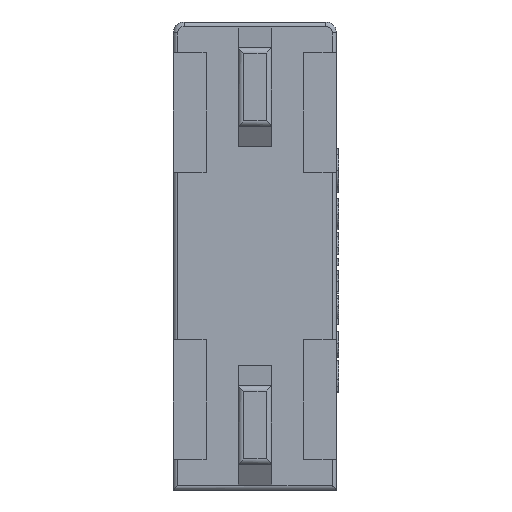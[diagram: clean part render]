
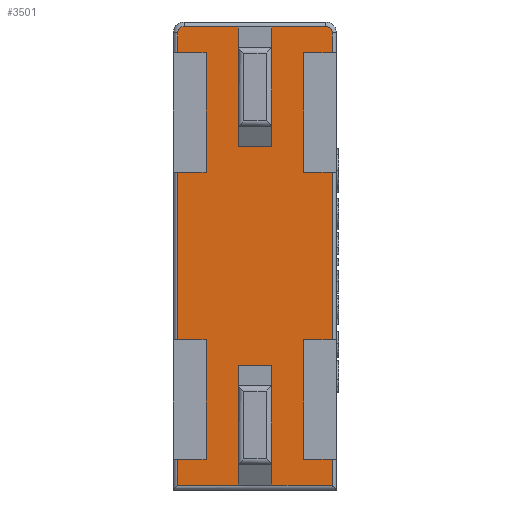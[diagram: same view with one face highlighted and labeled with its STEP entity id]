
A CAD part, front view. The second image highlights one B-rep face of the part: STEP entity #3501.
In plain terms, the highlighted planar face has unit normal (0, -1, 0).
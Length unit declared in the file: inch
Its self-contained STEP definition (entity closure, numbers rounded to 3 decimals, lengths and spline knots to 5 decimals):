
#124=FACE_BOUND('',#514,.T.);
#125=FACE_BOUND('',#515,.T.);
#306=FACE_OUTER_BOUND('',#513,.T.);
#513=EDGE_LOOP('',(#2527,#2528,#2529,#2530,#2531,#2532,#2533,#2534,#2535,
#2536,#2537,#2538,#2539,#2540,#2541,#2542,#2543,#2544,#2545,#2546,#2547,
#2548));
#514=EDGE_LOOP('',(#2549,#2550,#2551,#2552));
#515=EDGE_LOOP('',(#2553,#2554,#2555,#2556));
#695=LINE('',#4581,#1051);
#702=LINE('',#4597,#1058);
#705=LINE('',#4602,#1061);
#706=LINE('',#4605,#1062);
#709=LINE('',#4614,#1065);
#719=LINE('',#4634,#1075);
#720=LINE('',#4639,#1076);
#724=LINE('',#4646,#1080);
#728=LINE('',#4657,#1084);
#729=LINE('',#4663,#1085);
#735=LINE('',#4673,#1091);
#800=LINE('',#5069,#1156);
#803=LINE('',#5078,#1159);
#806=LINE('',#5085,#1162);
#808=LINE('',#5088,#1164);
#809=LINE('',#5091,#1165);
#810=LINE('',#5093,#1166);
#811=LINE('',#5094,#1167);
#812=LINE('',#5096,#1168);
#813=LINE('',#5100,#1169);
#814=LINE('',#5104,#1170);
#815=LINE('',#5106,#1171);
#816=LINE('',#5108,#1172);
#817=LINE('',#5109,#1173);
#818=LINE('',#5112,#1174);
#819=LINE('',#5114,#1175);
#820=LINE('',#5116,#1176);
#821=LINE('',#5117,#1177);
#1051=VECTOR('',#3877,0.3937);
#1058=VECTOR('',#3888,0.3937);
#1061=VECTOR('',#3895,0.3937);
#1062=VECTOR('',#3898,0.3937);
#1065=VECTOR('',#3907,0.3937);
#1075=VECTOR('',#3921,0.3937);
#1076=VECTOR('',#3926,0.3937);
#1080=VECTOR('',#3934,0.3937);
#1084=VECTOR('',#3942,0.3937);
#1085=VECTOR('',#3947,0.3937);
#1091=VECTOR('',#3957,0.3937);
#1156=VECTOR('',#4026,0.3937);
#1159=VECTOR('',#4035,0.3937);
#1162=VECTOR('',#4042,0.3937);
#1164=VECTOR('',#4046,0.3937);
#1165=VECTOR('',#4049,0.3937);
#1166=VECTOR('',#4050,0.3937);
#1167=VECTOR('',#4051,0.3937);
#1168=VECTOR('',#4052,0.3937);
#1169=VECTOR('',#4055,0.3937);
#1170=VECTOR('',#4058,0.3937);
#1171=VECTOR('',#4059,0.3937);
#1172=VECTOR('',#4060,0.3937);
#1173=VECTOR('',#4061,0.3937);
#1174=VECTOR('',#4062,0.3937);
#1175=VECTOR('',#4063,0.3937);
#1176=VECTOR('',#4064,0.3937);
#1177=VECTOR('',#4065,0.3937);
#1416=CIRCLE('',#3729,0.006);
#1417=CIRCLE('',#3730,0.006);
#1429=VERTEX_POINT('',#4577);
#1431=VERTEX_POINT('',#4580);
#1435=VERTEX_POINT('',#4589);
#1438=VERTEX_POINT('',#4595);
#1439=VERTEX_POINT('',#4604);
#1442=VERTEX_POINT('',#4612);
#1450=VERTEX_POINT('',#4632);
#1451=VERTEX_POINT('',#4636);
#1452=VERTEX_POINT('',#4638);
#1455=VERTEX_POINT('',#4649);
#1458=VERTEX_POINT('',#4655);
#1459=VERTEX_POINT('',#4659);
#1461=VERTEX_POINT('',#4662);
#1580=VERTEX_POINT('',#5068);
#1581=VERTEX_POINT('',#5072);
#1583=VERTEX_POINT('',#5076);
#1585=VERTEX_POINT('',#5084);
#1586=VERTEX_POINT('',#5090);
#1587=VERTEX_POINT('',#5092);
#1588=VERTEX_POINT('',#5095);
#1589=VERTEX_POINT('',#5097);
#1590=VERTEX_POINT('',#5099);
#1591=VERTEX_POINT('',#5102);
#1592=VERTEX_POINT('',#5103);
#1593=VERTEX_POINT('',#5105);
#1594=VERTEX_POINT('',#5107);
#1595=VERTEX_POINT('',#5110);
#1596=VERTEX_POINT('',#5111);
#1597=VERTEX_POINT('',#5113);
#1598=VERTEX_POINT('',#5115);
#1780=EDGE_CURVE('',#1431,#1429,#695,.T.);
#1788=EDGE_CURVE('',#1435,#1438,#702,.T.);
#1791=EDGE_CURVE('',#1438,#1431,#705,.T.);
#1792=EDGE_CURVE('',#1435,#1439,#706,.T.);
#1797=EDGE_CURVE('',#1442,#1429,#709,.T.);
#1807=EDGE_CURVE('',#1442,#1450,#719,.T.);
#1809=EDGE_CURVE('',#1452,#1451,#720,.T.);
#1813=EDGE_CURVE('',#1450,#1452,#724,.T.);
#1818=EDGE_CURVE('',#1455,#1458,#728,.T.);
#1820=EDGE_CURVE('',#1461,#1459,#729,.T.);
#1826=EDGE_CURVE('',#1458,#1461,#735,.T.);
#1944=EDGE_CURVE('',#1455,#1580,#800,.T.);
#1949=EDGE_CURVE('',#1581,#1583,#803,.T.);
#1952=EDGE_CURVE('',#1585,#1580,#806,.T.);
#1954=EDGE_CURVE('',#1583,#1585,#808,.T.);
#1955=EDGE_CURVE('',#1586,#1451,#809,.T.);
#1956=EDGE_CURVE('',#1587,#1586,#810,.T.);
#1957=EDGE_CURVE('',#1581,#1587,#811,.T.);
#1958=EDGE_CURVE('',#1588,#1459,#812,.T.);
#1959=EDGE_CURVE('',#1589,#1588,#1416,.T.);
#1960=EDGE_CURVE('',#1590,#1589,#813,.T.);
#1961=EDGE_CURVE('',#1439,#1590,#1417,.T.);
#1962=EDGE_CURVE('',#1591,#1592,#814,.T.);
#1963=EDGE_CURVE('',#1592,#1593,#815,.T.);
#1964=EDGE_CURVE('',#1593,#1594,#816,.T.);
#1965=EDGE_CURVE('',#1594,#1591,#817,.T.);
#1966=EDGE_CURVE('',#1595,#1596,#818,.T.);
#1967=EDGE_CURVE('',#1596,#1597,#819,.T.);
#1968=EDGE_CURVE('',#1597,#1598,#820,.T.);
#1969=EDGE_CURVE('',#1598,#1595,#821,.T.);
#2527=ORIENTED_EDGE('',*,*,#1780,.T.);
#2528=ORIENTED_EDGE('',*,*,#1797,.F.);
#2529=ORIENTED_EDGE('',*,*,#1807,.T.);
#2530=ORIENTED_EDGE('',*,*,#1813,.T.);
#2531=ORIENTED_EDGE('',*,*,#1809,.T.);
#2532=ORIENTED_EDGE('',*,*,#1955,.F.);
#2533=ORIENTED_EDGE('',*,*,#1956,.F.);
#2534=ORIENTED_EDGE('',*,*,#1957,.F.);
#2535=ORIENTED_EDGE('',*,*,#1949,.T.);
#2536=ORIENTED_EDGE('',*,*,#1954,.T.);
#2537=ORIENTED_EDGE('',*,*,#1952,.T.);
#2538=ORIENTED_EDGE('',*,*,#1944,.F.);
#2539=ORIENTED_EDGE('',*,*,#1818,.T.);
#2540=ORIENTED_EDGE('',*,*,#1826,.T.);
#2541=ORIENTED_EDGE('',*,*,#1820,.T.);
#2542=ORIENTED_EDGE('',*,*,#1958,.F.);
#2543=ORIENTED_EDGE('',*,*,#1959,.F.);
#2544=ORIENTED_EDGE('',*,*,#1960,.F.);
#2545=ORIENTED_EDGE('',*,*,#1961,.F.);
#2546=ORIENTED_EDGE('',*,*,#1792,.F.);
#2547=ORIENTED_EDGE('',*,*,#1788,.T.);
#2548=ORIENTED_EDGE('',*,*,#1791,.T.);
#2549=ORIENTED_EDGE('',*,*,#1962,.T.);
#2550=ORIENTED_EDGE('',*,*,#1963,.T.);
#2551=ORIENTED_EDGE('',*,*,#1964,.T.);
#2552=ORIENTED_EDGE('',*,*,#1965,.T.);
#2553=ORIENTED_EDGE('',*,*,#1966,.T.);
#2554=ORIENTED_EDGE('',*,*,#1967,.T.);
#2555=ORIENTED_EDGE('',*,*,#1968,.T.);
#2556=ORIENTED_EDGE('',*,*,#1969,.T.);
#3393=PLANE('',#3728);
#3501=ADVANCED_FACE('',(#306,#124,#125),#3393,.T.);
#3728=AXIS2_PLACEMENT_3D('',#5089,#4047,#4048);
#3729=AXIS2_PLACEMENT_3D('',#5098,#4053,#4054);
#3730=AXIS2_PLACEMENT_3D('',#5101,#4056,#4057);
#3877=DIRECTION('',(-1.,0.,0.));
#3888=DIRECTION('',(1.,0.,0.));
#3895=DIRECTION('',(0.,0.,-1.));
#3898=DIRECTION('',(0.,0.,1.));
#3907=DIRECTION('',(0.,0.,1.));
#3921=DIRECTION('',(1.,0.,0.));
#3926=DIRECTION('',(-1.,0.,0.));
#3934=DIRECTION('',(0.,0.,-1.));
#3942=DIRECTION('',(-1.,0.,0.));
#3947=DIRECTION('',(1.,0.,0.));
#3957=DIRECTION('',(0.,0.,1.));
#4026=DIRECTION('',(0.,0.,-1.));
#4035=DIRECTION('',(-1.,0.,0.));
#4042=DIRECTION('',(1.,0.,0.));
#4046=DIRECTION('',(0.,0.,1.));
#4047=DIRECTION('center_axis',(0.,-1.,0.));
#4048=DIRECTION('ref_axis',(1.,0.,0.));
#4049=DIRECTION('',(0.,0.,1.));
#4050=DIRECTION('',(-1.,0.,0.));
#4051=DIRECTION('',(0.,0.,-1.));
#4052=DIRECTION('',(0.,0.,-1.));
#4053=DIRECTION('center_axis',(0.,1.,0.));
#4054=DIRECTION('ref_axis',(0.707,0.,0.707));
#4055=DIRECTION('',(1.,0.,0.));
#4056=DIRECTION('center_axis',(0.,1.,0.));
#4057=DIRECTION('ref_axis',(-0.707,0.,0.707));
#4058=DIRECTION('',(0.,0.,1.));
#4059=DIRECTION('',(1.,0.,0.));
#4060=DIRECTION('',(0.,0.,-1.));
#4061=DIRECTION('',(-1.,0.,0.));
#4062=DIRECTION('',(0.,0.,1.));
#4063=DIRECTION('',(1.,0.,0.));
#4064=DIRECTION('',(0.,0.,-1.));
#4065=DIRECTION('',(-1.,0.,0.));
#4577=CARTESIAN_POINT('',(-0.0708,-0.354,0.07657));
#4580=CARTESIAN_POINT('',(-0.0448,-0.354,0.07657));
#4581=CARTESIAN_POINT('',(-0.0748,-0.354,0.07657));
#4589=CARTESIAN_POINT('',(-0.0708,-0.354,0.18657));
#4595=CARTESIAN_POINT('',(-0.0448,-0.354,0.18657));
#4597=CARTESIAN_POINT('',(-0.0748,-0.354,0.18657));
#4602=CARTESIAN_POINT('',(-0.0448,-0.354,-0.0415));
#4604=CARTESIAN_POINT('',(-0.0708,-0.354,0.20457));
#4605=CARTESIAN_POINT('',(-0.0708,-0.354,0.));
#4612=CARTESIAN_POINT('',(-0.0708,-0.354,-0.07657));
#4614=CARTESIAN_POINT('',(-0.0708,-0.354,0.));
#4632=CARTESIAN_POINT('',(-0.0448,-0.354,-0.07657));
#4634=CARTESIAN_POINT('',(-0.0748,-0.354,-0.07657));
#4636=CARTESIAN_POINT('',(-0.0708,-0.354,-0.18657));
#4638=CARTESIAN_POINT('',(-0.0448,-0.354,-0.18657));
#4639=CARTESIAN_POINT('',(-0.0748,-0.354,-0.18657));
#4646=CARTESIAN_POINT('',(-0.0448,-0.354,-0.17307));
#4649=CARTESIAN_POINT('',(0.0708,-0.354,0.07657));
#4655=CARTESIAN_POINT('',(0.0448,-0.354,0.07657));
#4657=CARTESIAN_POINT('',(0.,-0.354,0.07657));
#4659=CARTESIAN_POINT('',(0.0708,-0.354,0.18657));
#4662=CARTESIAN_POINT('',(0.0448,-0.354,0.18657));
#4663=CARTESIAN_POINT('',(0.,-0.354,0.18657));
#4673=CARTESIAN_POINT('',(0.0448,-0.354,-0.0415));
#5068=CARTESIAN_POINT('',(0.0708,-0.354,-0.07657));
#5069=CARTESIAN_POINT('',(0.0708,-0.354,-0.21457));
#5072=CARTESIAN_POINT('',(0.0708,-0.354,-0.18657));
#5076=CARTESIAN_POINT('',(0.0448,-0.354,-0.18657));
#5078=CARTESIAN_POINT('',(0.,-0.354,-0.18657));
#5084=CARTESIAN_POINT('',(0.0448,-0.354,-0.07657));
#5085=CARTESIAN_POINT('',(0.,-0.354,-0.07657));
#5088=CARTESIAN_POINT('',(0.0448,-0.354,-0.17307));
#5089=CARTESIAN_POINT('Origin',(-0.0748,-0.354,-0.21457));
#5090=CARTESIAN_POINT('',(-0.0708,-0.354,-0.21057));
#5091=CARTESIAN_POINT('',(-0.0708,-0.354,0.));
#5092=CARTESIAN_POINT('',(0.0708,-0.354,-0.21057));
#5093=CARTESIAN_POINT('',(-0.0748,-0.354,-0.21057));
#5094=CARTESIAN_POINT('',(0.0708,-0.354,-0.21457));
#5095=CARTESIAN_POINT('',(0.0708,-0.354,0.20457));
#5096=CARTESIAN_POINT('',(0.0708,-0.354,-0.21457));
#5097=CARTESIAN_POINT('',(0.0648,-0.354,0.21057));
#5098=CARTESIAN_POINT('Origin',(0.0648,-0.354,0.20457));
#5099=CARTESIAN_POINT('',(-0.0648,-0.354,0.21057));
#5100=CARTESIAN_POINT('',(0.,-0.354,0.21057));
#5101=CARTESIAN_POINT('Origin',(-0.0648,-0.354,0.20457));
#5102=CARTESIAN_POINT('',(-0.0155,-0.354,-0.21));
#5103=CARTESIAN_POINT('',(-0.0155,-0.354,-0.1));
#5104=CARTESIAN_POINT('',(-0.0155,-0.354,-0.18478));
#5105=CARTESIAN_POINT('',(0.0155,-0.354,-0.1));
#5106=CARTESIAN_POINT('',(-0.0374,-0.354,-0.1));
#5107=CARTESIAN_POINT('',(0.0155,-0.354,-0.21));
#5108=CARTESIAN_POINT('',(0.0155,-0.354,-0.18478));
#5109=CARTESIAN_POINT('',(-0.0374,-0.354,-0.21));
#5110=CARTESIAN_POINT('',(-0.0155,-0.354,0.1));
#5111=CARTESIAN_POINT('',(-0.0155,-0.354,0.21));
#5112=CARTESIAN_POINT('',(-0.0155,-0.354,-0.02978));
#5113=CARTESIAN_POINT('',(0.0155,-0.354,0.21));
#5114=CARTESIAN_POINT('',(-0.0374,-0.354,0.21));
#5115=CARTESIAN_POINT('',(0.0155,-0.354,0.1));
#5116=CARTESIAN_POINT('',(0.0155,-0.354,-0.02978));
#5117=CARTESIAN_POINT('',(-0.0374,-0.354,0.1));
